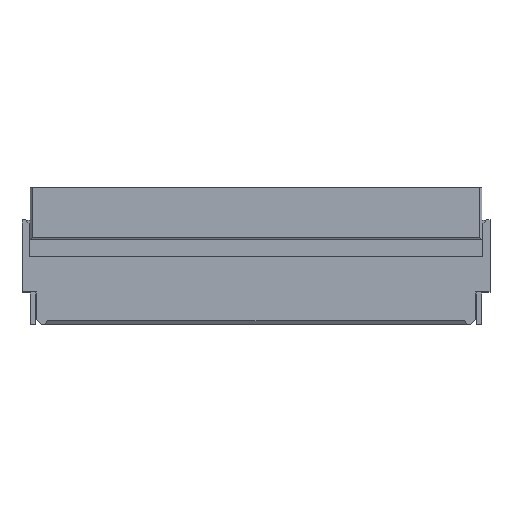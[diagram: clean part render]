
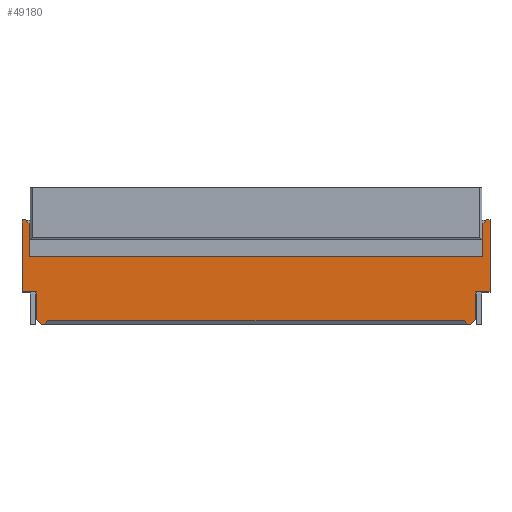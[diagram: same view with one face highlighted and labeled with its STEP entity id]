
A CAD part, top view. The second image highlights one B-rep face of the part: STEP entity #49180.
In plain terms, the highlighted planar face has unit normal (0, 0, 1).
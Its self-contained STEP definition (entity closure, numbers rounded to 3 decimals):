
#100=CARTESIAN_POINT('',(-6.4,1.,1.));
#110=VERTEX_POINT('',#100);
#360=CARTESIAN_POINT('',(-6.3,0.9,1.));
#370=VERTEX_POINT('',#360);
#400=CARTESIAN_POINT('',(10.5,-15.9,1.));
#410=DIRECTION('',(-0.707,0.707,0.));
#420=VECTOR('',#410,1.);
#430=LINE('',#400,#420);
#440=EDGE_CURVE('',#370,#110,#430,.T.);
#2820=CARTESIAN_POINT('',(-6.3,-0.02,1.));
#2830=VERTEX_POINT('',#2820);
#2860=CARTESIAN_POINT('',(-6.3,0.695,1.));
#2870=DIRECTION('',(0.,1.,0.));
#2880=VECTOR('',#2870,1.);
#2890=LINE('',#2860,#2880);
#2900=EDGE_CURVE('',#2830,#370,#2890,.T.);
#5790=CARTESIAN_POINT('',(10.5,1.,1.));
#5800=DIRECTION('',(-1.,0.,0.));
#5810=VECTOR('',#5800,1.);
#5820=LINE('',#5790,#5810);
#5830=CARTESIAN_POINT('',(-6.5,1.,1.));
#5840=VERTEX_POINT('',#5830);
#5850=EDGE_CURVE('',#110,#5840,#5820,.T.);
#15030=CARTESIAN_POINT('',(-5.953,-1.9,1.));
#15040=VERTEX_POINT('',#15030);
#15200=CARTESIAN_POINT('',(-6.103,-1.75,1.));
#15210=VERTEX_POINT('',#15200);
#15240=CARTESIAN_POINT('',(-8.547,0.695,1.));
#15250=DIRECTION('',(0.707,-0.707,
0.));
#15260=VECTOR('',#15250,1.);
#15270=LINE('',#15240,#15260);
#15280=EDGE_CURVE('',#15210,#15040,#15270,.T.);
#21270=CARTESIAN_POINT('',(-5.885,-1.9,1.));
#21280=VERTEX_POINT('',#21270);
#21310=CARTESIAN_POINT('',(-3.29,0.695,1.));
#21320=DIRECTION('',(0.707,0.707,
0.));
#21330=VECTOR('',#21320,1.);
#21340=LINE('',#21310,#21330);
#21350=CARTESIAN_POINT('',(-5.785,-1.8,1.));
#21360=VERTEX_POINT('',#21350);
#21370=EDGE_CURVE('',#21280,#21360,#21340,.T.);
#21860=CARTESIAN_POINT('',(-6.103,-1.,1.));
#21870=VERTEX_POINT('',#21860);
#21900=CARTESIAN_POINT('',(-6.103,0.695,1.));
#21910=DIRECTION('',(0.,1.,0.));
#21920=VECTOR('',#21910,1.);
#21930=LINE('',#21900,#21920);
#21940=EDGE_CURVE('',#15210,#21870,#21930,.T.);
#22470=CARTESIAN_POINT('',(-6.5,-1.,1.));
#22480=VERTEX_POINT('',#22470);
#22510=CARTESIAN_POINT('',(10.5,-1.,1.));
#22520=DIRECTION('',(1.,0.,0.));
#22530=VECTOR('',#22520,1.);
#22540=LINE('',#22510,#22530);
#22550=EDGE_CURVE('',#22480,#21870,#22540,.T.);
#28450=CARTESIAN_POINT('',(-6.5,0.695,1.));
#28460=DIRECTION('',(0.,1.,0.));
#28470=VECTOR('',#28460,1.);
#28480=LINE('',#28450,#28470);
#28490=EDGE_CURVE('',#22480,#5840,#28480,.T.);
#40210=CARTESIAN_POINT('',(5.885,-1.9,1.));
#40220=VERTEX_POINT('',#40210);
#40250=CARTESIAN_POINT('',(7.,-1.9,1.));
#40260=DIRECTION('',(1.,0.,0.));
#40270=VECTOR('',#40260,1.);
#40280=LINE('',#40250,#40270);
#40290=CARTESIAN_POINT('',(5.953,-1.9,1.));
#40300=VERTEX_POINT('',#40290);
#40310=EDGE_CURVE('',#40220,#40300,#40280,.T.);
#40500=CARTESIAN_POINT('',(-7.,-1.9,1.));
#40510=DIRECTION('',(-1.,0.,0.));
#40520=VECTOR('',#40510,1.);
#40530=LINE('',#40500,#40520);
#40540=EDGE_CURVE('',#21280,#15040,#40530,.T.);
#48250=CARTESIAN_POINT('',(-40.677,-1.494,
1.));
#48260=DIRECTION('',(0.,0.,1.));
#48270=DIRECTION('',(0.,-1.,0.));
#48280=AXIS2_PLACEMENT_3D('',#48250,#48260,#48270);
#48290=PLANE('',#48280);
#48300=CARTESIAN_POINT('',(6.3,0.695,1.));
#48310=DIRECTION('',(0.,1.,0.));
#48320=VECTOR('',#48310,1.);
#48330=LINE('',#48300,#48320);
#48340=CARTESIAN_POINT('',(6.3,-0.02,1.));
#48350=VERTEX_POINT('',#48340);
#48360=CARTESIAN_POINT('',(6.3,0.9,1.));
#48370=VERTEX_POINT('',#48360);
#48380=EDGE_CURVE('',#48350,#48370,#48330,.T.);
#48390=ORIENTED_EDGE('',*,*,#48380,.F.);
#48400=CARTESIAN_POINT('',(-10.5,-15.9,1.));
#48410=DIRECTION('',(0.707,0.707,
0.));
#48420=VECTOR('',#48410,1.);
#48430=LINE('',#48400,#48420);
#48440=CARTESIAN_POINT('',(6.4,1.,1.));
#48450=VERTEX_POINT('',#48440);
#48460=EDGE_CURVE('',#48370,#48450,#48430,.T.);
#48470=ORIENTED_EDGE('',*,*,#48460,.F.);
#48480=CARTESIAN_POINT('',(-10.5,1.,1.));
#48490=DIRECTION('',(1.,0.,0.));
#48500=VECTOR('',#48490,1.);
#48510=LINE('',#48480,#48500);
#48520=CARTESIAN_POINT('',(6.5,1.,1.));
#48530=VERTEX_POINT('',#48520);
#48540=EDGE_CURVE('',#48450,#48530,#48510,.T.);
#48550=ORIENTED_EDGE('',*,*,#48540,.F.);
#48560=CARTESIAN_POINT('',(6.5,0.695,1.));
#48570=DIRECTION('',(0.,1.,0.));
#48580=VECTOR('',#48570,1.);
#48590=LINE('',#48560,#48580);
#48600=CARTESIAN_POINT('',(6.5,-1.,1.));
#48610=VERTEX_POINT('',#48600);
#48620=EDGE_CURVE('',#48610,#48530,#48590,.T.);
#48630=ORIENTED_EDGE('',*,*,#48620,.T.);
#48640=CARTESIAN_POINT('',(-10.5,-1.,1.));
#48650=DIRECTION('',(-1.,0.,0.));
#48660=VECTOR('',#48650,1.);
#48670=LINE('',#48640,#48660);
#48680=CARTESIAN_POINT('',(6.103,-1.,1.));
#48690=VERTEX_POINT('',#48680);
#48700=EDGE_CURVE('',#48610,#48690,#48670,.T.);
#48710=ORIENTED_EDGE('',*,*,#48700,.F.);
#48720=CARTESIAN_POINT('',(6.103,0.695,1.));
#48730=DIRECTION('',(0.,1.,0.));
#48740=VECTOR('',#48730,1.);
#48750=LINE('',#48720,#48740);
#48760=CARTESIAN_POINT('',(6.103,-1.75,1.));
#48770=VERTEX_POINT('',#48760);
#48780=EDGE_CURVE('',#48770,#48690,#48750,.T.);
#48790=ORIENTED_EDGE('',*,*,#48780,.T.);
#48800=CARTESIAN_POINT('',(8.547,0.695,
1.));
#48810=DIRECTION('',(-0.707,-0.707,
0.));
#48820=VECTOR('',#48810,1.);
#48830=LINE('',#48800,#48820);
#48840=EDGE_CURVE('',#48770,#40300,#48830,.T.);
#48850=ORIENTED_EDGE('',*,*,#48840,.F.);
#48860=ORIENTED_EDGE('',*,*,#40310,.T.);
#48870=CARTESIAN_POINT('',(3.29,0.695,
1.));
#48880=DIRECTION('',(-0.707,0.707,
0.));
#48890=VECTOR('',#48880,1.);
#48900=LINE('',#48870,#48890);
#48910=CARTESIAN_POINT('',(5.785,-1.8,1.));
#48920=VERTEX_POINT('',#48910);
#48930=EDGE_CURVE('',#40220,#48920,#48900,.T.);
#48940=ORIENTED_EDGE('',*,*,#48930,.F.);
#48950=CARTESIAN_POINT('',(3.5,-1.8,1.));
#48960=DIRECTION('',(1.,0.,0.));
#48970=VECTOR('',#48960,1.);
#48980=LINE('',#48950,#48970);
#48990=EDGE_CURVE('',#21360,#48920,#48980,.T.);
#49000=ORIENTED_EDGE('',*,*,#48990,.T.);
#49010=ORIENTED_EDGE('',*,*,#21370,.T.);
#49020=ORIENTED_EDGE('',*,*,#40540,.F.);
#49030=ORIENTED_EDGE('',*,*,#15280,.T.);
#49040=ORIENTED_EDGE('',*,*,#21940,.F.);
#49050=ORIENTED_EDGE('',*,*,#22550,.T.);
#49060=ORIENTED_EDGE('',*,*,#28490,.F.);
#49070=ORIENTED_EDGE('',*,*,#5850,.T.);
#49080=ORIENTED_EDGE('',*,*,#440,.T.);
#49090=ORIENTED_EDGE('',*,*,#2900,.T.);
#49100=CARTESIAN_POINT('',(2.5,-0.02,1.));
#49110=DIRECTION('',(1.,0.,0.));
#49120=VECTOR('',#49110,1.);
#49130=LINE('',#49100,#49120);
#49140=EDGE_CURVE('',#2830,#48350,#49130,.T.);
#49150=ORIENTED_EDGE('',*,*,#49140,.F.);
#49160=EDGE_LOOP('',(#49150,#49090,#49080,#49070,#49060,#49050,#49040,
#49030,#49020,#49010,#49000,#48940,#48860,#48850,#48790,#48710,#48630,
#48550,#48470,#48390));
#49170=FACE_OUTER_BOUND('',#49160,.T.);
#49180=ADVANCED_FACE('',(#49170),#48290,.T.);
